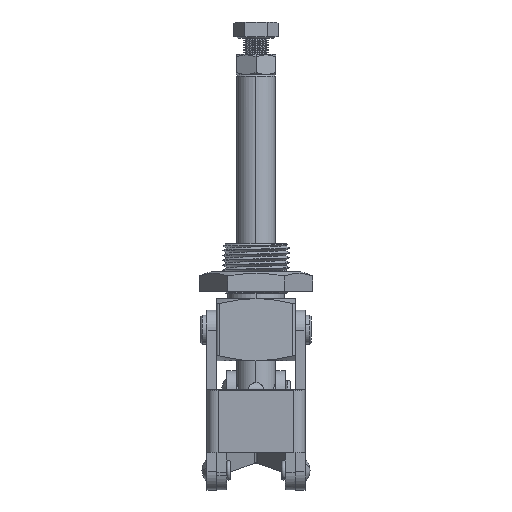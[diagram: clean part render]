
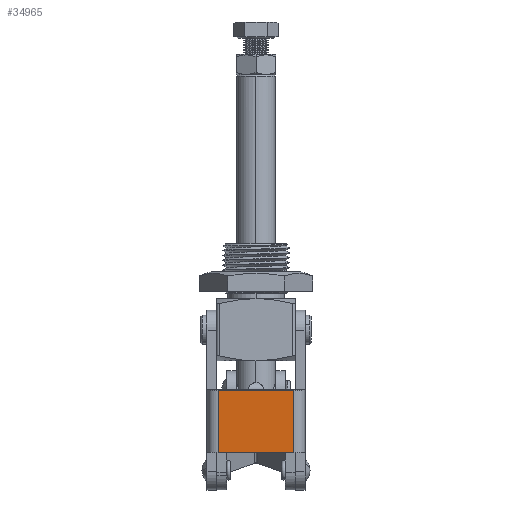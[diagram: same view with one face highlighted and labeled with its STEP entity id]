
A CAD part, left-side view. The second image highlights one B-rep face of the part: STEP entity #34965.
In plain terms, the highlighted face is planar.
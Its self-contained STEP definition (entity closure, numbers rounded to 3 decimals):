
#2725 = AXIS2_PLACEMENT_3D ( 'NONE', #27796, #27801, #27802 ) ;
#4549 = VERTEX_POINT ( 'NONE', #16952 ) ;
#4564 = VERTEX_POINT ( 'NONE', #16982 ) ;
#4565 = VERTEX_POINT ( 'NONE', #16984 ) ;
#4570 = VERTEX_POINT ( 'NONE', #16994 ) ;
#4898 = EDGE_LOOP ( 'NONE', ( #39593, #39595, #39597, #39601 ) ) ;
#16952 = CARTESIAN_POINT ( 'NONE',  ( 0., 15.5, 32. ) ) ;
#16982 = CARTESIAN_POINT ( 'NONE',  ( 0., 15.5, 57.5 ) ) ;
#16984 = CARTESIAN_POINT ( 'NONE',  ( 0., -15.5, 57.5 ) ) ;
#16994 = CARTESIAN_POINT ( 'NONE',  ( 0., -15.5, 32. ) ) ;
#23014 = EDGE_CURVE ( 'NONE', #4564, #4549, #46276, .T. ) ;
#23015 = EDGE_CURVE ( 'NONE', #4564, #4565, #46277, .T. ) ;
#23016 = EDGE_CURVE ( 'NONE', #4570, #4549, #46278, .T. ) ;
#23017 = EDGE_CURVE ( 'NONE', #4565, #4570, #46280, .T. ) ;
#27796 = CARTESIAN_POINT ( 'NONE',  ( 0., 20., 73.5 ) ) ;
#27798 = PLANE ( 'NONE',  #2725 ) ;
#27801 = DIRECTION ( 'NONE',  ( 1., 0., 0. ) ) ;
#27802 = DIRECTION ( 'NONE',  ( 0., 1., 0. ) ) ;
#27994 = FACE_OUTER_BOUND ( 'NONE', #4898, .T. ) ;
#33286 = DIRECTION ( 'NONE',  ( 0., 0., -1. ) ) ;
#33290 = CARTESIAN_POINT ( 'NONE',  ( 0., 20., 32. ) ) ;
#33297 = CARTESIAN_POINT ( 'NONE',  ( 0., 20., 57.5 ) ) ;
#33298 = CARTESIAN_POINT ( 'NONE',  ( 0., 15.5, 73.5 ) ) ;
#33302 = CARTESIAN_POINT ( 'NONE',  ( 0., -15.5, 73.5 ) ) ;
#33303 = DIRECTION ( 'NONE',  ( 0., -1., 0. ) ) ;
#33304 = DIRECTION ( 'NONE',  ( 0., 1., 0. ) ) ;
#33305 = DIRECTION ( 'NONE',  ( 0., 0., -1. ) ) ;
#34965 = ADVANCED_FACE ( 'NONE', ( #27994 ), #27798, .F. ) ;
#39593 = ORIENTED_EDGE ( 'NONE', *, *, #23015, .F. ) ;
#39595 = ORIENTED_EDGE ( 'NONE', *, *, #23014, .T. ) ;
#39597 = ORIENTED_EDGE ( 'NONE', *, *, #23016, .F. ) ;
#39601 = ORIENTED_EDGE ( 'NONE', *, *, #23017, .F. ) ;
#46276 = LINE ( 'NONE', #33298, #46279 ) ;
#46277 = LINE ( 'NONE', #33297, #46281 ) ;
#46278 = LINE ( 'NONE', #33290, #46283 ) ;
#46279 = VECTOR ( 'NONE', #33286, 1000. ) ;
#46280 = LINE ( 'NONE', #33302, #46285 ) ;
#46281 = VECTOR ( 'NONE', #33303, 1000. ) ;
#46283 = VECTOR ( 'NONE', #33304, 1000. ) ;
#46285 = VECTOR ( 'NONE', #33305, 1000. ) ;
